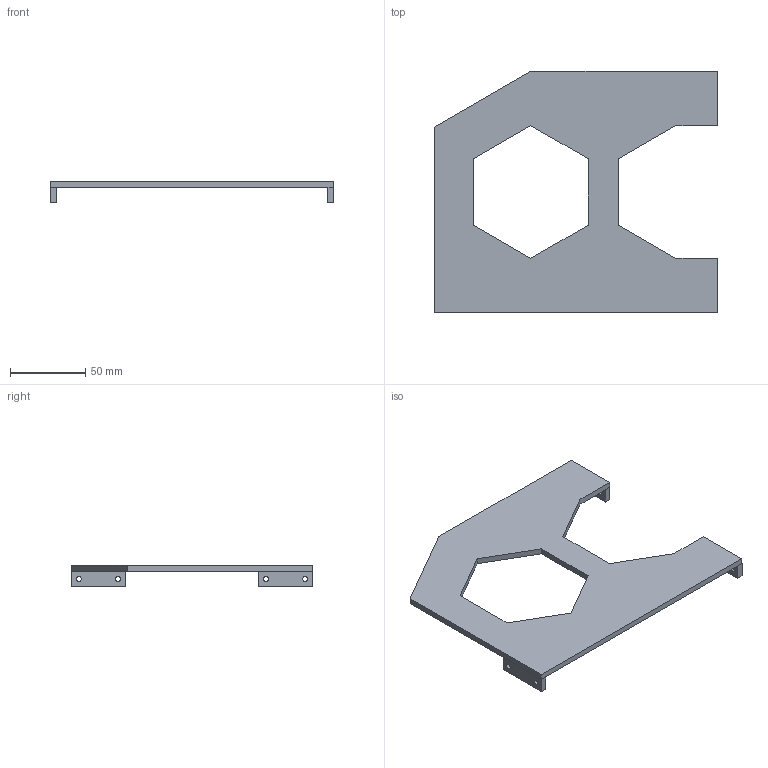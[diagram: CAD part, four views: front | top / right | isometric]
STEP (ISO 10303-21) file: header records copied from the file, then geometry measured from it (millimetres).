
FILE_DESCRIPTION(('FreeCAD Model'),'2;1');
FILE_NAME('Open CASCADE Shape Model','2024-04-22T12:01:47',('Author'),( ''),'Open CASCADE STEP processor 7.6','FreeCAD','Unknown');
FILE_SCHEMA(('AUTOMOTIVE_DESIGN { 1 0 10303 214 1 1 1 1 }'));
Length unit declared in the file: millimetre
Products named in the file (1): Body
Bounding box: 188.18 x 160 x 14 mm (x, y, z)
Volume: 79766.3 mm3; surface area: 44524.2 mm2
Topology: 1 solids, 1 shells, 42 faces, 110 edges, 70 vertices
Faces by surface type: plane 36, cylinder 6
Full cylindrical faces by diameter (mm): 3.25 x6
Entity records: 1316 total; most frequent: CARTESIAN_POINT 223, ORIENTED_EDGE 220, DIRECTION 208, EDGE_CURVE 110, LINE 98, VECTOR 98, VERTEX_POINT 70, FACE_BOUND 56
